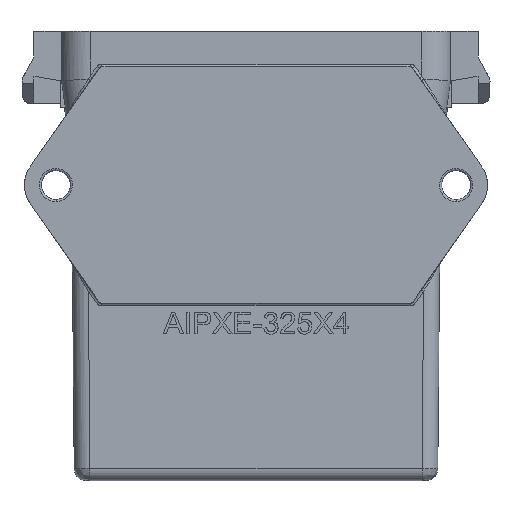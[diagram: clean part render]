
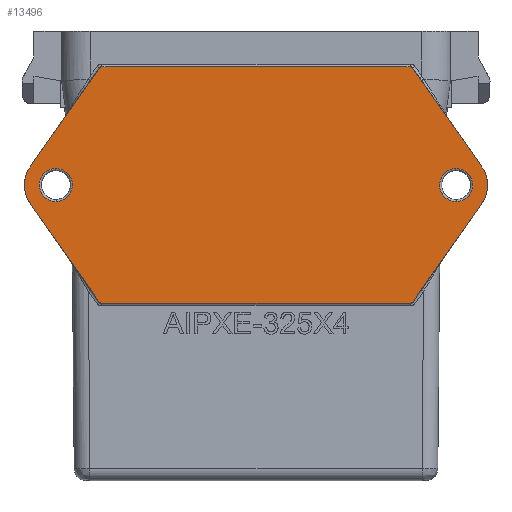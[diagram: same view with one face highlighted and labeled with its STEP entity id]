
A CAD part, front view. The second image highlights one B-rep face of the part: STEP entity #13496.
In plain terms, the highlighted planar face has unit normal (0, -1, 0).
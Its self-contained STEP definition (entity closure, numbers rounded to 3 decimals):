
#40=CARTESIAN_POINT('',(-50.8,-18.491,-38.989));
#41=DIRECTION('',(0.,-1.,0.));
#42=DIRECTION('',(-0.029,0.,1.));
#43=AXIS2_PLACEMENT_3D('',#40,#41,#42);
#45=CARTESIAN_POINT('',(-50.8,-18.491,-38.989));
#46=DIRECTION('',(0.,-1.,0.));
#47=DIRECTION('',(0.029,0.,-1.));
#48=AXIS2_PLACEMENT_3D('',#45,#46,#47);
#50=CARTESIAN_POINT('',(50.8,-18.491,-38.989));
#51=DIRECTION('',(0.,-1.,0.));
#52=DIRECTION('',(-0.029,0.,1.));
#53=AXIS2_PLACEMENT_3D('',#50,#51,#52);
#55=CARTESIAN_POINT('',(50.8,-18.491,-38.989));
#56=DIRECTION('',(0.,-1.,0.));
#57=DIRECTION('',(0.029,0.,-1.));
#58=AXIS2_PLACEMENT_3D('',#55,#56,#57);
#60=DIRECTION('',(1.,0.,0.));
#61=VECTOR('',#60,76.625);
#62=CARTESIAN_POINT('',(-38.313,-18.491,-8.992));
#63=LINE('',#62,#61);
#64=DIRECTION('',(-1.,0.,0.));
#65=VECTOR('',#64,0.887);
#66=CARTESIAN_POINT('',(39.199,-18.491,-8.992));
#67=LINE('',#66,#65);
#68=CARTESIAN_POINT('',(39.199,-18.491,-9.692));
#69=DIRECTION('',(0.,-1.,0.));
#70=DIRECTION('',(0.819,0.,0.574));
#71=AXIS2_PLACEMENT_3D('',#68,#69,#70);
#73=DIRECTION('',(-0.574,0.,0.819));
#74=VECTOR('',#73,30.653);
#75=CARTESIAN_POINT('',(57.354,-18.491,-34.4));
#76=LINE('',#75,#74);
#77=CARTESIAN_POINT('',(50.8,-18.491,-38.989));
#78=DIRECTION('',(0.,-1.,0.));
#79=DIRECTION('',(0.819,0.,-0.574));
#80=AXIS2_PLACEMENT_3D('',#77,#78,#79);
#82=DIRECTION('',(0.574,0.,0.819));
#83=VECTOR('',#82,30.654);
#84=CARTESIAN_POINT('',(39.772,-18.491,-68.688));
#85=LINE('',#84,#83);
#86=CARTESIAN_POINT('',(39.199,-18.491,-68.287));
#87=DIRECTION('',(0.,-1.,0.));
#88=DIRECTION('',(0.,0.,-1.));
#89=AXIS2_PLACEMENT_3D('',#86,#87,#88);
#91=DIRECTION('',(1.,0.,0.));
#92=VECTOR('',#91,1.355);
#93=CARTESIAN_POINT('',(37.843,-18.491,-68.987));
#94=LINE('',#93,#92);
#95=DIRECTION('',(0.574,0.,0.819));
#96=VECTOR('',#95,0.023);
#97=CARTESIAN_POINT('',(37.83,-18.491,-69.006));
#98=LINE('',#97,#96);
#99=DIRECTION('',(1.,0.,0.));
#100=VECTOR('',#99,75.661);
#101=CARTESIAN_POINT('',(-37.83,-18.491,-69.006));
#102=LINE('',#101,#100);
#103=DIRECTION('',(0.574,0.,-0.819));
#104=VECTOR('',#103,0.023);
#105=CARTESIAN_POINT('',(-37.843,-18.491,-68.987));
#106=LINE('',#105,#104);
#107=DIRECTION('',(1.,0.,0.));
#108=VECTOR('',#107,1.355);
#109=CARTESIAN_POINT('',(-39.199,-18.491,-68.987));
#110=LINE('',#109,#108);
#111=CARTESIAN_POINT('',(-39.199,-18.491,-68.287));
#112=DIRECTION('',(0.,-1.,0.));
#113=DIRECTION('',(-0.819,0.,-0.574));
#114=AXIS2_PLACEMENT_3D('',#111,#112,#113);
#116=DIRECTION('',(0.574,0.,-0.819));
#117=VECTOR('',#116,30.654);
#118=CARTESIAN_POINT('',(-57.354,-18.491,-43.578));
#119=LINE('',#118,#117);
#120=CARTESIAN_POINT('',(-50.8,-18.491,-38.989));
#121=DIRECTION('',(0.,-1.,0.));
#122=DIRECTION('',(-0.819,0.,0.573));
#123=AXIS2_PLACEMENT_3D('',#120,#121,#122);
#125=DIRECTION('',(-0.574,0.,-0.819));
#126=VECTOR('',#125,30.653);
#127=CARTESIAN_POINT('',(-39.773,-18.491,-9.291));
#128=LINE('',#127,#126);
#129=CARTESIAN_POINT('',(-39.199,-18.491,-9.692));
#130=DIRECTION('',(0.,-1.,0.));
#131=DIRECTION('',(0.,0.,1.));
#132=AXIS2_PLACEMENT_3D('',#129,#130,#131);
#134=DIRECTION('',(-1.,0.,0.));
#135=VECTOR('',#134,0.887);
#136=CARTESIAN_POINT('',(-38.313,-18.491,-8.992));
#137=LINE('',#136,#135);
#11344=CARTESIAN_POINT('',(39.773,-18.491,-9.291));
#11346=VERTEX_POINT('',#11344);
#11451=CARTESIAN_POINT('',(39.199,-18.491,-68.987));
#11452=CARTESIAN_POINT('',(39.772,-18.491,-68.688));
#11453=VERTEX_POINT('',#11451);
#11454=VERTEX_POINT('',#11452);
#11522=CARTESIAN_POINT('',(-50.678,-18.491,
-43.183));
#11524=VERTEX_POINT('',#11522);
#11533=CARTESIAN_POINT('',(-39.199,-18.491,-8.992));
#11534=CARTESIAN_POINT('',(-39.773,-18.491,-9.291));
#11535=VERTEX_POINT('',#11533);
#11536=VERTEX_POINT('',#11534);
#11577=CARTESIAN_POINT('',(39.199,-18.491,-8.992));
#11578=VERTEX_POINT('',#11577);
#11699=CARTESIAN_POINT('',(-39.772,-18.491,-68.688));
#11700=CARTESIAN_POINT('',(-39.199,-18.491,-68.987));
#11701=VERTEX_POINT('',#11699);
#11702=VERTEX_POINT('',#11700);
#11823=CARTESIAN_POINT('',(57.354,-18.491,-34.4));
#11824=VERTEX_POINT('',#11823);
#11869=CARTESIAN_POINT('',(57.354,-18.491,-43.578));
#11870=VERTEX_POINT('',#11869);
#11953=CARTESIAN_POINT('',(-57.354,-18.491,-34.4));
#11954=VERTEX_POINT('',#11953);
#11957=CARTESIAN_POINT('',(-57.354,-18.491,-43.578));
#11958=VERTEX_POINT('',#11957);
#12001=CARTESIAN_POINT('',(50.678,-18.491,
-34.795));
#12002=VERTEX_POINT('',#12001);
#12003=CARTESIAN_POINT('',(50.922,-18.491,
-43.183));
#12004=VERTEX_POINT('',#12003);
#12009=CARTESIAN_POINT('',(-50.922,-18.491,
-34.795));
#12010=VERTEX_POINT('',#12009);
#13311=CARTESIAN_POINT('',(-37.83,-18.491,-69.006));
#13312=CARTESIAN_POINT('',(37.83,-18.491,-69.006));
#13313=VERTEX_POINT('',#13311);
#13314=VERTEX_POINT('',#13312);
#13324=CARTESIAN_POINT('',(37.843,-18.491,-68.987));
#13325=VERTEX_POINT('',#13324);
#13326=CARTESIAN_POINT('',(-37.843,-18.491,-68.987));
#13327=VERTEX_POINT('',#13326);
#13328=CARTESIAN_POINT('',(38.313,-18.491,-8.992));
#13329=VERTEX_POINT('',#13328);
#13330=CARTESIAN_POINT('',(-38.313,-18.491,-8.992));
#13331=VERTEX_POINT('',#13330);
#13443=CARTESIAN_POINT('',(0.,-18.491,0.));
#13444=DIRECTION('',(0.,1.,0.));
#13445=DIRECTION('',(0.,0.,1.));
#13446=AXIS2_PLACEMENT_3D('',#13443,#13444,#13445);
#13447=PLANE('',#13446);
#13449=ORIENTED_EDGE('',*,*,#13448,.T.);
#13451=ORIENTED_EDGE('',*,*,#13450,.F.);
#13453=ORIENTED_EDGE('',*,*,#13452,.F.);
#13455=ORIENTED_EDGE('',*,*,#13454,.F.);
#13457=ORIENTED_EDGE('',*,*,#13456,.F.);
#13459=ORIENTED_EDGE('',*,*,#13458,.F.);
#13461=ORIENTED_EDGE('',*,*,#13460,.F.);
#13463=ORIENTED_EDGE('',*,*,#13462,.F.);
#13465=ORIENTED_EDGE('',*,*,#13464,.F.);
#13467=ORIENTED_EDGE('',*,*,#13466,.F.);
#13469=ORIENTED_EDGE('',*,*,#13468,.F.);
#13471=ORIENTED_EDGE('',*,*,#13470,.F.);
#13473=ORIENTED_EDGE('',*,*,#13472,.F.);
#13475=ORIENTED_EDGE('',*,*,#13474,.F.);
#13477=ORIENTED_EDGE('',*,*,#13476,.F.);
#13479=ORIENTED_EDGE('',*,*,#13478,.F.);
#13481=ORIENTED_EDGE('',*,*,#13480,.F.);
#13483=ORIENTED_EDGE('',*,*,#13482,.F.);
#13484=EDGE_LOOP('',(#13449,#13451,#13453,#13455,#13457,#13459,#13461,#13463,
#13465,#13467,#13469,#13471,#13473,#13475,#13477,#13479,#13481,#13483));
#13485=FACE_OUTER_BOUND('',#13484,.F.);
#13486=ORIENTED_EDGE('',*,*,#13424,.T.);
#13487=ORIENTED_EDGE('',*,*,#13434,.T.);
#13488=EDGE_LOOP('',(#13486,#13487));
#13489=FACE_BOUND('',#13488,.F.);
#13491=ORIENTED_EDGE('',*,*,#13490,.T.);
#13493=ORIENTED_EDGE('',*,*,#13492,.T.);
#13494=EDGE_LOOP('',(#13491,#13493));
#13495=FACE_BOUND('',#13494,.F.);
#13496=ADVANCED_FACE('',(#13485,#13489,#13495),#13447,.F.);
#44=CIRCLE('',#43,4.196);
#49=CIRCLE('',#48,4.196);
#54=CIRCLE('',#53,4.196);
#59=CIRCLE('',#58,4.196);
#72=CIRCLE('',#71,0.7);
#81=CIRCLE('',#80,8.001);
#90=CIRCLE('',#89,0.7);
#115=CIRCLE('',#114,0.7);
#124=CIRCLE('',#123,8.001);
#133=CIRCLE('',#132,0.7);
#13424=EDGE_CURVE('',#12002,#12004,#54,.T.);
#13434=EDGE_CURVE('',#12004,#12002,#59,.T.);
#13448=EDGE_CURVE('',#13331,#13329,#63,.T.);
#13450=EDGE_CURVE('',#11578,#13329,#67,.T.);
#13452=EDGE_CURVE('',#11346,#11578,#72,.T.);
#13454=EDGE_CURVE('',#11824,#11346,#76,.T.);
#13456=EDGE_CURVE('',#11870,#11824,#81,.T.);
#13458=EDGE_CURVE('',#11454,#11870,#85,.T.);
#13460=EDGE_CURVE('',#11453,#11454,#90,.T.);
#13462=EDGE_CURVE('',#13325,#11453,#94,.T.);
#13464=EDGE_CURVE('',#13314,#13325,#98,.T.);
#13466=EDGE_CURVE('',#13313,#13314,#102,.T.);
#13468=EDGE_CURVE('',#13327,#13313,#106,.T.);
#13470=EDGE_CURVE('',#11702,#13327,#110,.T.);
#13472=EDGE_CURVE('',#11701,#11702,#115,.T.);
#13474=EDGE_CURVE('',#11958,#11701,#119,.T.);
#13476=EDGE_CURVE('',#11954,#11958,#124,.T.);
#13478=EDGE_CURVE('',#11536,#11954,#128,.T.);
#13480=EDGE_CURVE('',#11535,#11536,#133,.T.);
#13482=EDGE_CURVE('',#13331,#11535,#137,.T.);
#13490=EDGE_CURVE('',#12010,#11524,#44,.T.);
#13492=EDGE_CURVE('',#11524,#12010,#49,.T.);
